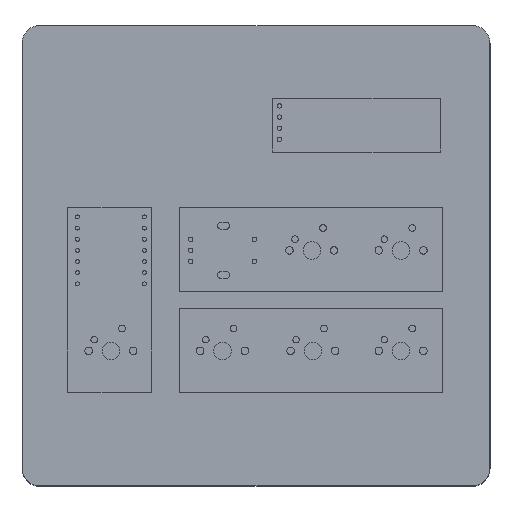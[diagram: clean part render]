
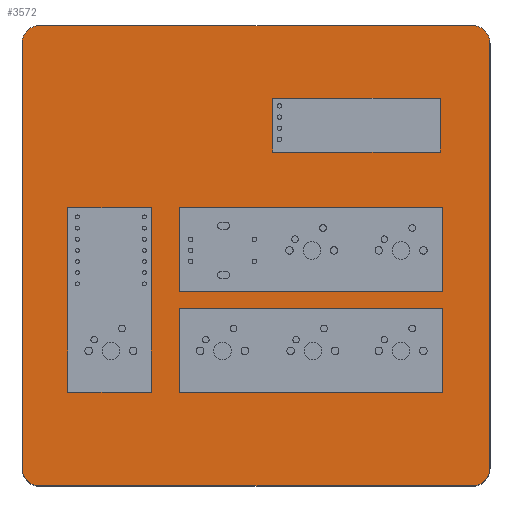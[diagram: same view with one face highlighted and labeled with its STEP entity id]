
A CAD part, top view. The second image highlights one B-rep face of the part: STEP entity #3572.
In plain terms, the highlighted planar face has unit normal (0, 0, 1).
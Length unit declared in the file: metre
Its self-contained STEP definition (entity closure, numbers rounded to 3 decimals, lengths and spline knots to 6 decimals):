
#367=CIRCLE('',#4765,0.004);
#368=CIRCLE('',#4766,0.004);
#369=CIRCLE('',#4767,0.004);
#370=CIRCLE('',#4768,0.004);
#1079=ORIENTED_EDGE('',*,*,#1553,.F.);
#1080=ORIENTED_EDGE('',*,*,#1575,.T.);
#1081=ORIENTED_EDGE('',*,*,#1555,.T.);
#1082=ORIENTED_EDGE('',*,*,#1576,.T.);
#1083=ORIENTED_EDGE('',*,*,#1559,.T.);
#1084=ORIENTED_EDGE('',*,*,#1577,.T.);
#1085=ORIENTED_EDGE('',*,*,#1569,.F.);
#1086=ORIENTED_EDGE('',*,*,#1578,.T.);
#1087=ORIENTED_EDGE('',*,*,#1543,.F.);
#1088=ORIENTED_EDGE('',*,*,#1547,.T.);
#1089=ORIENTED_EDGE('',*,*,#1550,.T.);
#1090=ORIENTED_EDGE('',*,*,#1568,.F.);
#1091=ORIENTED_EDGE('',*,*,#1533,.T.);
#1092=ORIENTED_EDGE('',*,*,#1537,.T.);
#1093=ORIENTED_EDGE('',*,*,#1540,.F.);
#1094=ORIENTED_EDGE('',*,*,#1566,.F.);
#1095=ORIENTED_EDGE('',*,*,#1523,.F.);
#1096=ORIENTED_EDGE('',*,*,#1527,.F.);
#1097=ORIENTED_EDGE('',*,*,#1530,.F.);
#1098=ORIENTED_EDGE('',*,*,#1564,.F.);
#1099=ORIENTED_EDGE('',*,*,#1513,.F.);
#1100=ORIENTED_EDGE('',*,*,#1517,.T.);
#1101=ORIENTED_EDGE('',*,*,#1520,.T.);
#1102=ORIENTED_EDGE('',*,*,#1574,.F.);
#1513=EDGE_CURVE('',#1875,#1876,#2033,.T.);
#1517=EDGE_CURVE('',#1875,#1878,#2037,.T.);
#1520=EDGE_CURVE('',#1878,#1880,#2040,.T.);
#1523=EDGE_CURVE('',#1883,#1884,#2043,.T.);
#1527=EDGE_CURVE('',#1886,#1883,#2047,.T.);
#1530=EDGE_CURVE('',#1888,#1886,#2050,.T.);
#1533=EDGE_CURVE('',#1892,#1891,#2053,.T.);
#1537=EDGE_CURVE('',#1891,#1894,#2057,.T.);
#1540=EDGE_CURVE('',#1896,#1894,#2060,.T.);
#1543=EDGE_CURVE('',#1899,#1900,#2063,.T.);
#1547=EDGE_CURVE('',#1899,#1902,#2067,.T.);
#1550=EDGE_CURVE('',#1902,#1904,#2070,.T.);
#1553=EDGE_CURVE('',#1907,#1908,#2073,.T.);
#1555=EDGE_CURVE('',#1909,#1910,#2075,.T.);
#1559=EDGE_CURVE('',#1913,#1914,#2079,.T.);
#1564=EDGE_CURVE('',#1884,#1888,#2084,.T.);
#1566=EDGE_CURVE('',#1892,#1896,#2086,.T.);
#1568=EDGE_CURVE('',#1900,#1904,#2088,.T.);
#1569=EDGE_CURVE('',#1917,#1918,#2089,.T.);
#1574=EDGE_CURVE('',#1876,#1880,#2094,.T.);
#1575=EDGE_CURVE('',#1907,#1909,#367,.T.);
#1576=EDGE_CURVE('',#1910,#1913,#368,.T.);
#1577=EDGE_CURVE('',#1914,#1918,#369,.T.);
#1578=EDGE_CURVE('',#1917,#1908,#370,.T.);
#1875=VERTEX_POINT('',#6600);
#1876=VERTEX_POINT('',#6602);
#1878=VERTEX_POINT('',#6608);
#1880=VERTEX_POINT('',#6614);
#1883=VERTEX_POINT('',#6621);
#1884=VERTEX_POINT('',#6623);
#1886=VERTEX_POINT('',#6629);
#1888=VERTEX_POINT('',#6635);
#1891=VERTEX_POINT('',#6642);
#1892=VERTEX_POINT('',#6644);
#1894=VERTEX_POINT('',#6650);
#1896=VERTEX_POINT('',#6656);
#1899=VERTEX_POINT('',#6663);
#1900=VERTEX_POINT('',#6665);
#1902=VERTEX_POINT('',#6671);
#1904=VERTEX_POINT('',#6677);
#1907=VERTEX_POINT('',#6684);
#1908=VERTEX_POINT('',#6686);
#1909=VERTEX_POINT('',#6690);
#1910=VERTEX_POINT('',#6691);
#1913=VERTEX_POINT('',#6699);
#1914=VERTEX_POINT('',#6700);
#1917=VERTEX_POINT('',#6717);
#1918=VERTEX_POINT('',#6718);
#2033=LINE('',#6601,#2207);
#2037=LINE('',#6609,#2211);
#2040=LINE('',#6615,#2214);
#2043=LINE('',#6622,#2217);
#2047=LINE('',#6630,#2221);
#2050=LINE('',#6636,#2224);
#2053=LINE('',#6643,#2227);
#2057=LINE('',#6651,#2231);
#2060=LINE('',#6657,#2234);
#2063=LINE('',#6664,#2237);
#2067=LINE('',#6672,#2241);
#2070=LINE('',#6678,#2244);
#2073=LINE('',#6685,#2247);
#2075=LINE('',#6689,#2249);
#2079=LINE('',#6698,#2253);
#2084=LINE('',#6708,#2258);
#2086=LINE('',#6711,#2260);
#2088=LINE('',#6714,#2262);
#2089=LINE('',#6716,#2263);
#2094=LINE('',#6726,#2268);
#2207=VECTOR('',#5663,1.);
#2211=VECTOR('',#5669,1.);
#2214=VECTOR('',#5674,1.);
#2217=VECTOR('',#5679,1.);
#2221=VECTOR('',#5685,1.);
#2224=VECTOR('',#5690,1.);
#2227=VECTOR('',#5695,1.);
#2231=VECTOR('',#5701,1.);
#2234=VECTOR('',#5706,1.);
#2237=VECTOR('',#5711,1.);
#2241=VECTOR('',#5717,1.);
#2244=VECTOR('',#5722,1.);
#2247=VECTOR('',#5727,1.);
#2249=VECTOR('',#5731,1.);
#2253=VECTOR('',#5737,1.);
#2258=VECTOR('',#5744,1.);
#2260=VECTOR('',#5748,1.);
#2262=VECTOR('',#5752,1.);
#2263=VECTOR('',#5755,1.);
#2268=VECTOR('',#5762,1.);
#2703=EDGE_LOOP('',(#1079,#1080,#1081,#1082,#1083,#1084,#1085,#1086));
#2704=EDGE_LOOP('',(#1087,#1088,#1089,#1090));
#2705=EDGE_LOOP('',(#1091,#1092,#1093,#1094));
#2706=EDGE_LOOP('',(#1095,#1096,#1097,#1098));
#2707=EDGE_LOOP('',(#1099,#1100,#1101,#1102));
#3155=FACE_BOUND('',#2703,.T.);
#3156=FACE_BOUND('',#2704,.T.);
#3157=FACE_BOUND('',#2705,.T.);
#3158=FACE_BOUND('',#2706,.T.);
#3159=FACE_BOUND('',#2707,.T.);
#3257=PLANE('',#4764);
#3572=ADVANCED_FACE('',(#3155,#3156,#3157,#3158,#3159),#3257,.T.);
#4764=AXIS2_PLACEMENT_3D('',#6727,#5763,#5764);
#4765=AXIS2_PLACEMENT_3D('',#6728,#5765,#5766);
#4766=AXIS2_PLACEMENT_3D('',#6729,#5767,#5768);
#4767=AXIS2_PLACEMENT_3D('',#6730,#5769,#5770);
#4768=AXIS2_PLACEMENT_3D('',#6731,#5771,#5772);
#5663=DIRECTION('',(0.,-1.,0.));
#5669=DIRECTION('',(1.,0.,0.));
#5674=DIRECTION('',(0.,-1.,0.));
#5679=DIRECTION('',(1.,0.,0.));
#5685=DIRECTION('',(0.,-1.,0.));
#5690=DIRECTION('',(-1.,0.,0.));
#5695=DIRECTION('',(0.,1.,0.));
#5701=DIRECTION('',(1.,0.,0.));
#5706=DIRECTION('',(0.,1.,0.));
#5711=DIRECTION('',(1.,0.,0.));
#5717=DIRECTION('',(0.,1.,0.));
#5722=DIRECTION('',(1.,0.,0.));
#5727=DIRECTION('',(1.,0.,0.));
#5731=DIRECTION('',(0.,-1.,0.));
#5737=DIRECTION('',(1.,0.,0.));
#5744=DIRECTION('',(0.,1.,0.));
#5748=DIRECTION('',(1.,0.,0.));
#5752=DIRECTION('',(0.,1.,0.));
#5755=DIRECTION('',(0.,-1.,0.));
#5762=DIRECTION('',(1.,0.,0.));
#5763=DIRECTION('',(0.,0.,1.));
#5764=DIRECTION('',(1.,0.,0.));
#5765=DIRECTION('',(0.,0.,1.));
#5766=DIRECTION('',(1.,0.,0.));
#5767=DIRECTION('',(0.,0.,1.));
#5768=DIRECTION('',(1.,0.,0.));
#5769=DIRECTION('',(0.,0.,1.));
#5770=DIRECTION('',(1.,0.,0.));
#5771=DIRECTION('',(0.,0.,1.));
#5772=DIRECTION('',(1.,0.,0.));
#6600=CARTESIAN_POINT('',(0.003825,0.035795,0.005));
#6601=CARTESIAN_POINT('',(0.003825,0.029688,0.005));
#6602=CARTESIAN_POINT('',(0.003825,0.02358,0.005));
#6608=CARTESIAN_POINT('',(0.04191,0.035795,0.005));
#6609=CARTESIAN_POINT('',(0.022868,0.035795,0.005));
#6614=CARTESIAN_POINT('',(0.04191,0.02358,0.005));
#6615=CARTESIAN_POINT('',(0.04191,0.029688,0.005));
#6621=CARTESIAN_POINT('',(-0.042855,-0.031049,0.005));
#6622=CARTESIAN_POINT('',(-0.03333,-0.031049,0.005));
#6623=CARTESIAN_POINT('',(-0.023805,-0.031049,0.005));
#6629=CARTESIAN_POINT('',(-0.042855,0.01088,0.005));
#6630=CARTESIAN_POINT('',(-0.042855,-0.021524,0.005));
#6635=CARTESIAN_POINT('',(-0.023805,0.01088,0.005));
#6636=CARTESIAN_POINT('',(-0.03333,0.01088,0.005));
#6642=CARTESIAN_POINT('',(-0.017455,-0.01207,0.005));
#6643=CARTESIAN_POINT('',(-0.017455,-0.021595,0.005));
#6644=CARTESIAN_POINT('',(-0.017455,-0.03112,0.005));
#6650=CARTESIAN_POINT('',(0.042545,-0.01207,0.005));
#6651=CARTESIAN_POINT('',(0.012545,-0.01207,0.005));
#6656=CARTESIAN_POINT('',(0.042545,-0.03112,0.005));
#6657=CARTESIAN_POINT('',(0.042545,-0.021595,0.005));
#6663=CARTESIAN_POINT('',(-0.017455,-0.00827,0.005));
#6664=CARTESIAN_POINT('',(0.012545,-0.00827,0.005));
#6665=CARTESIAN_POINT('',(0.042545,-0.00827,0.005));
#6671=CARTESIAN_POINT('',(-0.017455,0.01088,0.005));
#6672=CARTESIAN_POINT('',(-0.017455,0.001305,0.005));
#6677=CARTESIAN_POINT('',(0.042545,0.01088,0.005));
#6678=CARTESIAN_POINT('',(0.012545,0.01088,0.005));
#6684=CARTESIAN_POINT('',(-0.04926,0.052375,0.005));
#6685=CARTESIAN_POINT('',(0.,0.052375,0.005));
#6686=CARTESIAN_POINT('',(0.04926,0.052375,0.005));
#6689=CARTESIAN_POINT('',(-0.05326,0.,0.005));
#6690=CARTESIAN_POINT('',(-0.05326,0.048375,0.005));
#6691=CARTESIAN_POINT('',(-0.05326,-0.048375,0.005));
#6698=CARTESIAN_POINT('',(0.,-0.052375,0.005));
#6699=CARTESIAN_POINT('',(-0.04926,-0.052375,0.005));
#6700=CARTESIAN_POINT('',(0.04926,-0.052375,0.005));
#6708=CARTESIAN_POINT('',(-0.023805,-0.00056,0.005));
#6711=CARTESIAN_POINT('',(0.012545,-0.03112,0.005));
#6714=CARTESIAN_POINT('',(0.042545,0.001305,0.005));
#6716=CARTESIAN_POINT('',(0.05326,0.,0.005));
#6717=CARTESIAN_POINT('',(0.05326,0.048375,0.005));
#6718=CARTESIAN_POINT('',(0.05326,-0.048375,0.005));
#6726=CARTESIAN_POINT('',(0.022868,0.02358,0.005));
#6727=CARTESIAN_POINT('',(0.,0.,0.005));
#6728=CARTESIAN_POINT('',(-0.04926,0.048375,0.005));
#6729=CARTESIAN_POINT('',(-0.04926,-0.048375,0.005));
#6730=CARTESIAN_POINT('',(0.04926,-0.048375,0.005));
#6731=CARTESIAN_POINT('',(0.04926,0.048375,0.005));
